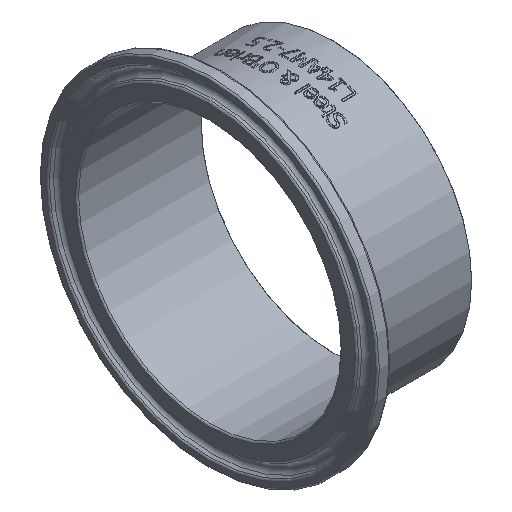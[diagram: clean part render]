
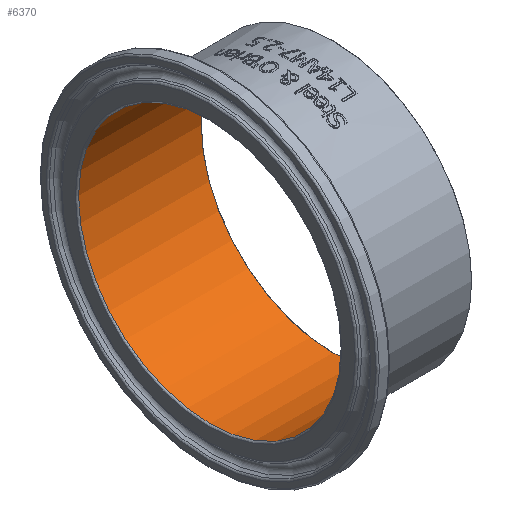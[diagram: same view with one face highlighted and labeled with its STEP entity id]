
A CAD part, isometric view. The second image highlights one B-rep face of the part: STEP entity #6370.
In plain terms, the highlighted cylindrical face has radius 30.099 mm (diameter 60.198 mm), a full revolution.
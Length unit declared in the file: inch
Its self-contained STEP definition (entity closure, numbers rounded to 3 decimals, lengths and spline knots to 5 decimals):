
#105=FACE_BOUND('',#1164,.T.);
#769=FACE_OUTER_BOUND('',#1163,.T.);
#1163=EDGE_LOOP('',(#5931));
#1164=EDGE_LOOP('',(#5932));
#1349=CIRCLE('',#6781,1.185);
#1351=CIRCLE('',#6785,1.185);
#3143=VERTEX_POINT('',#13641);
#3145=VERTEX_POINT('',#13647);
#4079=EDGE_CURVE('',#3143,#3143,#1349,.T.);
#4081=EDGE_CURVE('',#3145,#3145,#1351,.T.);
#5931=ORIENTED_EDGE('',*,*,#4081,.F.);
#5932=ORIENTED_EDGE('',*,*,#4079,.F.);
#6000=CYLINDRICAL_SURFACE('',#6784,1.185);
#6370=ADVANCED_FACE('',(#769,#105),#6000,.F.);
#6781=AXIS2_PLACEMENT_3D('',#13642,#8037,#8038);
#6784=AXIS2_PLACEMENT_3D('',#13646,#8043,#8044);
#6785=AXIS2_PLACEMENT_3D('',#13648,#8045,#8046);
#8037=DIRECTION('center_axis',(-1.,0.,0.));
#8038=DIRECTION('ref_axis',(0.,-1.,0.));
#8043=DIRECTION('center_axis',(1.,0.,0.));
#8044=DIRECTION('ref_axis',(0.,1.,0.));
#8045=DIRECTION('center_axis',(1.,0.,0.));
#8046=DIRECTION('ref_axis',(0.,-1.,0.));
#13641=CARTESIAN_POINT('',(1.12,1.185,0.));
#13642=CARTESIAN_POINT('Origin',(1.12,0.,0.));
#13646=CARTESIAN_POINT('Origin',(0.578,0.,0.));
#13647=CARTESIAN_POINT('',(0.015,1.185,0.));
#13648=CARTESIAN_POINT('Origin',(0.015,0.,0.));
